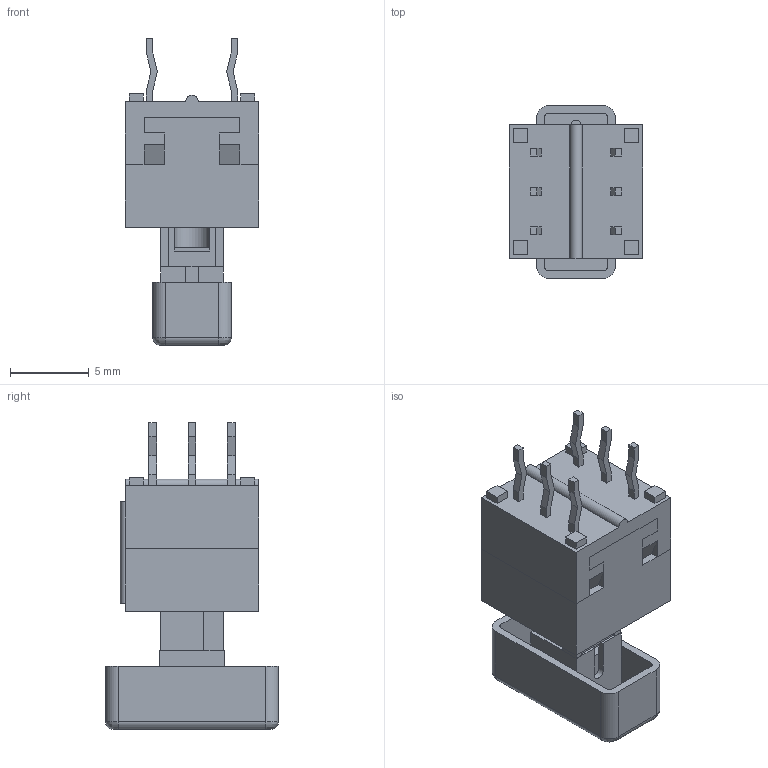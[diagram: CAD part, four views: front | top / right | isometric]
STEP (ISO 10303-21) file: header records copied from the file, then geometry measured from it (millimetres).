
FILE_DESCRIPTION(/* description */ (''),/* implementation_level */ '2;1');
FILE_NAME(/* name */ 'TL2201xxYB5Jxxx.stp',/* time_stamp */ '2025-06-04T10:49:43-05:00',/* author */ ('mroman'),/* organization */ (''),/* preprocessor_version */ 'ST-DEVELOPER v18.1',/* originating_system */ 'Autodesk Inventor 2022',/* authorisation */ '');
FILE_SCHEMA (('AUTOMOTIVE_DESIGN { 1 0 10303 214 3 1 1 }'));
Length unit declared in the file: centimetre
Products named in the file (1): TL2201xxYB5Jxxx
Bounding box: 8.5 x 11 x 19.5 mm (x, y, z)
Volume: 501.9 mm3; surface area: 1384.4 mm2
Topology: 1 solids, 2 shells, 283 faces, 783 edges, 504 vertices
Faces by surface type: plane 251, cylinder 28, bspline 4
Entity records: 8902 total; most frequent: CARTESIAN_POINT 1603, ORIENTED_EDGE 1566, DIRECTION 1399, EDGE_CURVE 783, LINE 727, VECTOR 727, VERTEX_POINT 504, AXIS2_PLACEMENT_3D 336
